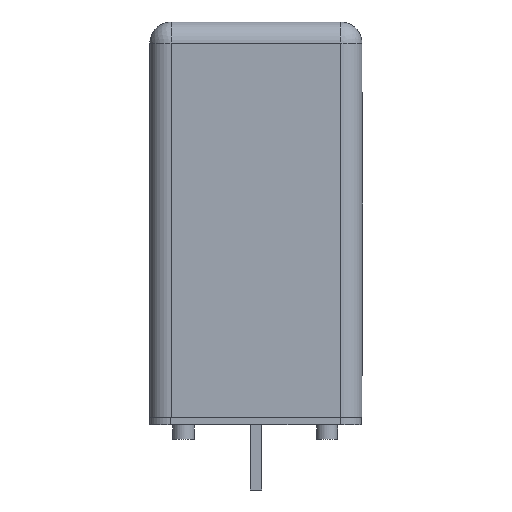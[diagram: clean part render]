
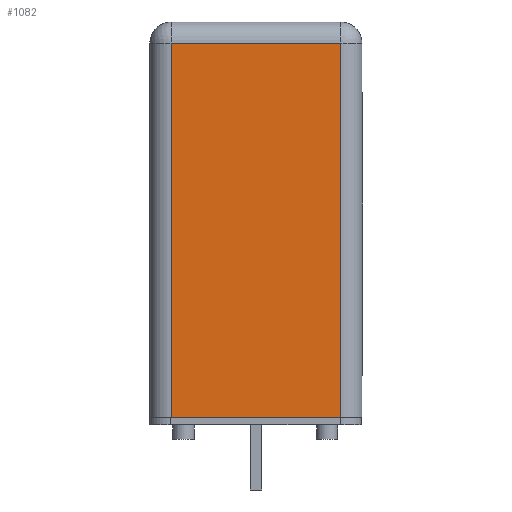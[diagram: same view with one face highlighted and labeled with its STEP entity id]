
A CAD part, left-side view. The second image highlights one B-rep face of the part: STEP entity #1082.
In plain terms, the highlighted planar face has unit normal (-1, 0, 0).
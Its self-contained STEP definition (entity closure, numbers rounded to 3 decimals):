
#40=LINE('',#1696,#148);
#43=LINE('',#1711,#151);
#46=LINE('',#1715,#154);
#52=LINE('',#1725,#160);
#148=VECTOR('',#1386,26.5);
#151=VECTOR('',#1403,26.5);
#154=VECTOR('',#1408,12.);
#160=VECTOR('',#1422,12.);
#280=PLANE('',#1206);
#362=FACE_OUTER_BOUND('',#444,.T.);
#444=EDGE_LOOP('',(#861,#862,#863,#864));
#551=VERTEX_POINT('',#1685);
#554=VERTEX_POINT('',#1692);
#558=VERTEX_POINT('',#1704);
#560=VERTEX_POINT('',#1709);
#658=EDGE_CURVE('',#551,#554,#40,.T.);
#665=EDGE_CURVE('',#560,#558,#43,.T.);
#668=EDGE_CURVE('',#558,#551,#46,.T.);
#674=EDGE_CURVE('',#554,#560,#52,.T.);
#861=ORIENTED_EDGE('',*,*,#658,.F.);
#862=ORIENTED_EDGE('',*,*,#668,.F.);
#863=ORIENTED_EDGE('',*,*,#665,.F.);
#864=ORIENTED_EDGE('',*,*,#674,.F.);
#1082=ADVANCED_FACE('',(#362),#280,.T.);
#1206=AXIS2_PLACEMENT_3D('',#1724,#1420,#1421);
#1386=DIRECTION('',(0.,0.,-1.));
#1403=DIRECTION('',(0.,0.,1.));
#1408=DIRECTION('',(0.,-1.,0.));
#1420=DIRECTION('center_axis',(-1.,0.,0.));
#1421=DIRECTION('ref_axis',(0.,-1.,0.));
#1422=DIRECTION('',(0.,1.,0.));
#1685=CARTESIAN_POINT('',(-22.5,-6.,28.));
#1692=CARTESIAN_POINT('',(-22.5,-6.,1.5));
#1696=CARTESIAN_POINT('',(-22.5,-6.,1.5));
#1704=CARTESIAN_POINT('',(-22.5,6.,28.));
#1709=CARTESIAN_POINT('',(-22.5,6.,1.5));
#1711=CARTESIAN_POINT('',(-22.5,6.,1.5));
#1715=CARTESIAN_POINT('',(-22.5,3.75,28.));
#1724=CARTESIAN_POINT('Origin',(-22.5,7.5,1.5));
#1725=CARTESIAN_POINT('',(-22.5,-7.5,1.5));
